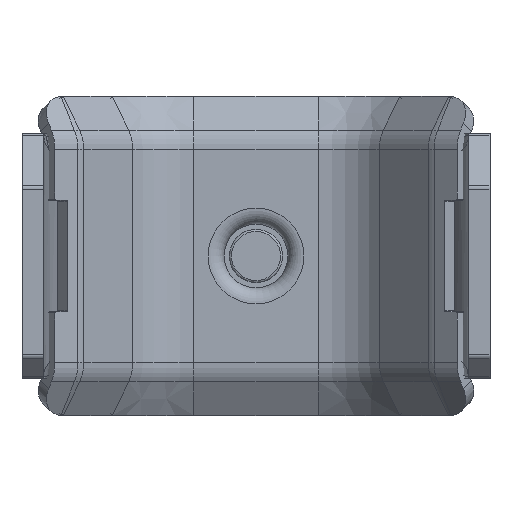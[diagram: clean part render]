
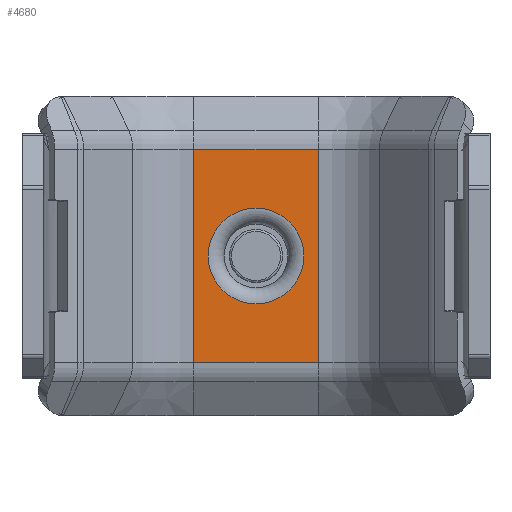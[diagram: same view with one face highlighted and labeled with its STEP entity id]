
A CAD part, front view. The second image highlights one B-rep face of the part: STEP entity #4680.
In plain terms, the highlighted face is planar.
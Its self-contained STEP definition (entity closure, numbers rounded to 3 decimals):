
#96=FACE_BOUND('',#739,.T.);
#247=PLANE('',#5123);
#447=FACE_OUTER_BOUND('',#738,.T.);
#738=EDGE_LOOP('',(#3711,#3712,#3713,#3714));
#739=EDGE_LOOP('',(#3715));
#1130=LINE('',#9084,#1537);
#1131=LINE('',#9086,#1538);
#1132=LINE('',#9088,#1539);
#1133=LINE('',#9089,#1540);
#1537=VECTOR('',#6053,10.);
#1538=VECTOR('',#6054,10.);
#1539=VECTOR('',#6055,10.);
#1540=VECTOR('',#6056,10.);
#1811=CIRCLE('',#5116,4.5);
#2166=VERTEX_POINT('',#9068);
#2171=VERTEX_POINT('',#9082);
#2172=VERTEX_POINT('',#9083);
#2173=VERTEX_POINT('',#9085);
#2174=VERTEX_POINT('',#9087);
#2709=EDGE_CURVE('',#2166,#2166,#1811,.T.);
#2716=EDGE_CURVE('',#2171,#2172,#1130,.T.);
#2717=EDGE_CURVE('',#2172,#2173,#1131,.T.);
#2718=EDGE_CURVE('',#2174,#2173,#1132,.T.);
#2719=EDGE_CURVE('',#2171,#2174,#1133,.T.);
#3711=ORIENTED_EDGE('',*,*,#2716,.T.);
#3712=ORIENTED_EDGE('',*,*,#2717,.T.);
#3713=ORIENTED_EDGE('',*,*,#2718,.F.);
#3714=ORIENTED_EDGE('',*,*,#2719,.F.);
#3715=ORIENTED_EDGE('',*,*,#2709,.F.);
#4680=ADVANCED_FACE('',(#447,#96),#247,.T.);
#5116=AXIS2_PLACEMENT_3D('',#9069,#6036,#6037);
#5123=AXIS2_PLACEMENT_3D('',#9081,#6051,#6052);
#6036=DIRECTION('center_axis',(0.,-0.766,
0.643));
#6037=DIRECTION('ref_axis',(-1.,0.,0.));
#6051=DIRECTION('center_axis',(0.,-0.766,
0.643));
#6052=DIRECTION('ref_axis',(-1.,0.,0.));
#6053=DIRECTION('',(-1.,0.,0.));
#6054=DIRECTION('',(0.,-0.643,-0.766));
#6055=DIRECTION('',(-1.,0.,0.));
#6056=DIRECTION('',(0.,-0.643,-0.766));
#9068=CARTESIAN_POINT('',(-10.5,-6.581,-21.254));
#9069=CARTESIAN_POINT('Origin',(-15.,-6.581,-21.254));
#9081=CARTESIAN_POINT('Origin',(-4.975,-2.829,-16.783));
#9082=CARTESIAN_POINT('',(-4.975,-2.829,-16.783));
#9083=CARTESIAN_POINT('',(-25.025,-2.829,-16.783));
#9084=CARTESIAN_POINT('',(-25.025,-2.829,-16.783));
#9085=CARTESIAN_POINT('',(-25.025,-10.333,-25.726));
#9086=CARTESIAN_POINT('',(-25.025,-2.829,-16.783));
#9087=CARTESIAN_POINT('',(-4.975,-10.333,-25.726));
#9088=CARTESIAN_POINT('',(-25.025,-10.333,-25.726));
#9089=CARTESIAN_POINT('',(-4.975,-2.829,-16.783));
